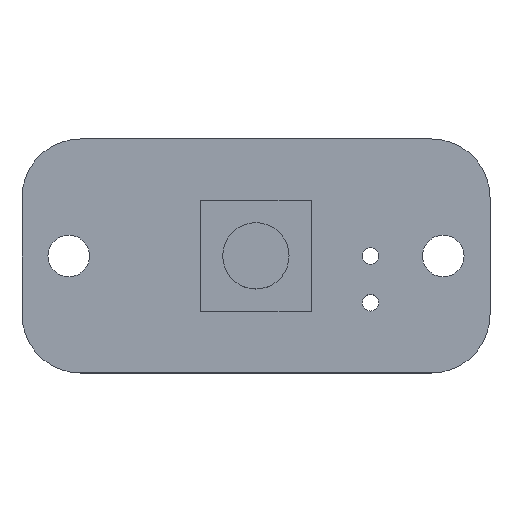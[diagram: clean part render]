
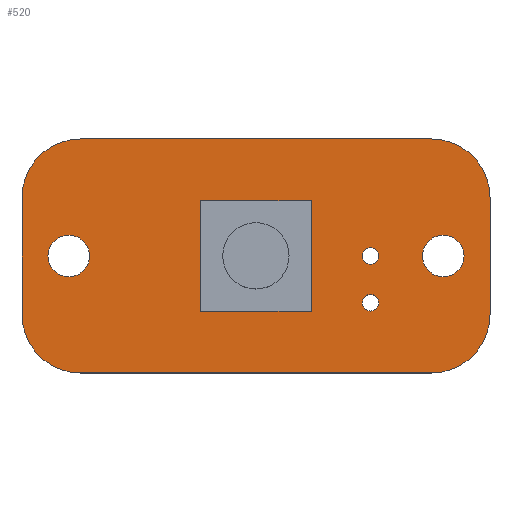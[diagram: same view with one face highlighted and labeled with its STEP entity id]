
A CAD part, top view. The second image highlights one B-rep face of the part: STEP entity #520.
In plain terms, the highlighted planar face has unit normal (0, 0, 1).
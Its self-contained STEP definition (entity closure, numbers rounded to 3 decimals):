
#39 = VERTEX_POINT('',#40);
#40 = CARTESIAN_POINT('',(3.181,0.006,0.));
#46 = EDGE_CURVE('',#39,#47,#49,.T.);
#47 = VERTEX_POINT('',#48);
#48 = CARTESIAN_POINT('',(0.006,3.181,0.));
#49 = CIRCLE('',#50,3.175);
#50 = AXIS2_PLACEMENT_3D('',#51,#52,#53);
#51 = CARTESIAN_POINT('',(3.181,3.181,0.));
#52 = DIRECTION('',(0.,0.,-1.));
#53 = DIRECTION('',(0.,-1.,0.));
#79 = EDGE_CURVE('',#47,#80,#82,.T.);
#80 = VERTEX_POINT('',#81);
#81 = CARTESIAN_POINT('',(0.006,9.531,0.));
#82 = LINE('',#83,#84);
#83 = CARTESIAN_POINT('',(0.006,3.181,0.));
#84 = VECTOR('',#85,1.);
#85 = DIRECTION('',(0.,1.,0.));
#110 = EDGE_CURVE('',#80,#111,#113,.T.);
#111 = VERTEX_POINT('',#112);
#112 = CARTESIAN_POINT('',(3.181,12.706,0.));
#113 = CIRCLE('',#114,3.175);
#114 = AXIS2_PLACEMENT_3D('',#115,#116,#117);
#115 = CARTESIAN_POINT('',(3.181,9.531,0.));
#116 = DIRECTION('',(0.,0.,-1.));
#117 = DIRECTION('',(-1.,0.,0.));
#143 = EDGE_CURVE('',#111,#144,#146,.T.);
#144 = VERTEX_POINT('',#145);
#145 = CARTESIAN_POINT('',(22.231,12.706,0.));
#146 = LINE('',#147,#148);
#147 = CARTESIAN_POINT('',(3.181,12.706,0.));
#148 = VECTOR('',#149,1.);
#149 = DIRECTION('',(1.,0.,0.));
#174 = EDGE_CURVE('',#144,#175,#177,.T.);
#175 = VERTEX_POINT('',#176);
#176 = CARTESIAN_POINT('',(25.406,9.531,0.));
#177 = CIRCLE('',#178,3.175);
#178 = AXIS2_PLACEMENT_3D('',#179,#180,#181);
#179 = CARTESIAN_POINT('',(22.231,9.531,0.));
#180 = DIRECTION('',(0.,0.,-1.));
#181 = DIRECTION('',(0.,1.,0.));
#207 = EDGE_CURVE('',#175,#208,#210,.T.);
#208 = VERTEX_POINT('',#209);
#209 = CARTESIAN_POINT('',(25.406,3.181,0.));
#210 = LINE('',#211,#212);
#211 = CARTESIAN_POINT('',(25.406,9.531,0.));
#212 = VECTOR('',#213,1.);
#213 = DIRECTION('',(0.,-1.,0.));
#238 = EDGE_CURVE('',#208,#239,#241,.T.);
#239 = VERTEX_POINT('',#240);
#240 = CARTESIAN_POINT('',(22.231,0.006,0.)
  );
#241 = CIRCLE('',#242,3.175);
#242 = AXIS2_PLACEMENT_3D('',#243,#244,#245);
#243 = CARTESIAN_POINT('',(22.231,3.181,0.));
#244 = DIRECTION('',(0.,0.,-1.));
#245 = DIRECTION('',(1.,0.,0.));
#271 = EDGE_CURVE('',#239,#39,#272,.T.);
#272 = LINE('',#273,#274);
#273 = CARTESIAN_POINT('',(22.231,0.006,0.)
  );
#274 = VECTOR('',#275,1.);
#275 = DIRECTION('',(-1.,0.,0.));
#295 = VERTEX_POINT('',#296);
#296 = CARTESIAN_POINT('',(3.676,6.356,0.));
#302 = EDGE_CURVE('',#295,#295,#303,.T.);
#303 = CIRCLE('',#304,1.13);
#304 = AXIS2_PLACEMENT_3D('',#305,#306,#307);
#305 = CARTESIAN_POINT('',(2.546,6.356,0.));
#306 = DIRECTION('',(0.,0.,1.));
#307 = DIRECTION('',(1.,0.,0.));
#328 = VERTEX_POINT('',#329);
#329 = CARTESIAN_POINT('',(10.7,6.356,0.));
#335 = EDGE_CURVE('',#328,#328,#336,.T.);
#336 = CIRCLE('',#337,0.5);
#337 = AXIS2_PLACEMENT_3D('',#338,#339,#340);
#338 = CARTESIAN_POINT('',(10.2,6.356,0.));
#339 = DIRECTION('',(0.,0.,1.));
#340 = DIRECTION('',(1.,0.,0.));
#361 = VERTEX_POINT('',#362);
#362 = CARTESIAN_POINT('',(15.7,6.356,0.));
#368 = EDGE_CURVE('',#361,#361,#369,.T.);
#369 = CIRCLE('',#370,0.5);
#370 = AXIS2_PLACEMENT_3D('',#371,#372,#373);
#371 = CARTESIAN_POINT('',(15.2,6.356,0.));
#372 = DIRECTION('',(0.,0.,1.));
#373 = DIRECTION('',(1.,0.,0.));
#394 = VERTEX_POINT('',#395);
#395 = CARTESIAN_POINT('',(19.373,3.816,0.));
#401 = EDGE_CURVE('',#394,#394,#402,.T.);
#402 = CIRCLE('',#403,0.45);
#403 = AXIS2_PLACEMENT_3D('',#404,#405,#406);
#404 = CARTESIAN_POINT('',(18.923,3.816,0.));
#405 = DIRECTION('',(0.,0.,1.));
#406 = DIRECTION('',(1.,0.,0.));
#427 = VERTEX_POINT('',#428);
#428 = CARTESIAN_POINT('',(19.373,6.356,0.));
#434 = EDGE_CURVE('',#427,#427,#435,.T.);
#435 = CIRCLE('',#436,0.45);
#436 = AXIS2_PLACEMENT_3D('',#437,#438,#439);
#437 = CARTESIAN_POINT('',(18.923,6.356,0.));
#438 = DIRECTION('',(0.,0.,1.));
#439 = DIRECTION('',(1.,0.,0.));
#460 = VERTEX_POINT('',#461);
#461 = CARTESIAN_POINT('',(23.996,6.356,0.));
#467 = EDGE_CURVE('',#460,#460,#468,.T.);
#468 = CIRCLE('',#469,1.13);
#469 = AXIS2_PLACEMENT_3D('',#470,#471,#472);
#470 = CARTESIAN_POINT('',(22.866,6.356,0.));
#471 = DIRECTION('',(0.,0.,1.));
#472 = DIRECTION('',(1.,0.,0.));
#520 = ADVANCED_FACE('',(#521,#531,#534,#537,#540,#543,#546),#549,.T.);
#521 = FACE_BOUND('',#522,.F.);
#522 = EDGE_LOOP('',(#523,#524,#525,#526,#527,#528,#529,#530));
#523 = ORIENTED_EDGE('',*,*,#46,.T.);
#524 = ORIENTED_EDGE('',*,*,#79,.T.);
#525 = ORIENTED_EDGE('',*,*,#110,.T.);
#526 = ORIENTED_EDGE('',*,*,#143,.T.);
#527 = ORIENTED_EDGE('',*,*,#174,.T.);
#528 = ORIENTED_EDGE('',*,*,#207,.T.);
#529 = ORIENTED_EDGE('',*,*,#238,.T.);
#530 = ORIENTED_EDGE('',*,*,#271,.T.);
#531 = FACE_BOUND('',#532,.T.);
#532 = EDGE_LOOP('',(#533));
#533 = ORIENTED_EDGE('',*,*,#302,.F.);
#534 = FACE_BOUND('',#535,.T.);
#535 = EDGE_LOOP('',(#536));
#536 = ORIENTED_EDGE('',*,*,#335,.F.);
#537 = FACE_BOUND('',#538,.T.);
#538 = EDGE_LOOP('',(#539));
#539 = ORIENTED_EDGE('',*,*,#368,.F.);
#540 = FACE_BOUND('',#541,.T.);
#541 = EDGE_LOOP('',(#542));
#542 = ORIENTED_EDGE('',*,*,#401,.F.);
#543 = FACE_BOUND('',#544,.T.);
#544 = EDGE_LOOP('',(#545));
#545 = ORIENTED_EDGE('',*,*,#434,.F.);
#546 = FACE_BOUND('',#547,.T.);
#547 = EDGE_LOOP('',(#548));
#548 = ORIENTED_EDGE('',*,*,#467,.F.);
#549 = PLANE('',#550);
#550 = AXIS2_PLACEMENT_3D('',#551,#552,#553);
#551 = CARTESIAN_POINT('',(3.181,0.006,0.));
#552 = DIRECTION('',(0.,0.,1.));
#553 = DIRECTION('',(1.,0.,0.));
